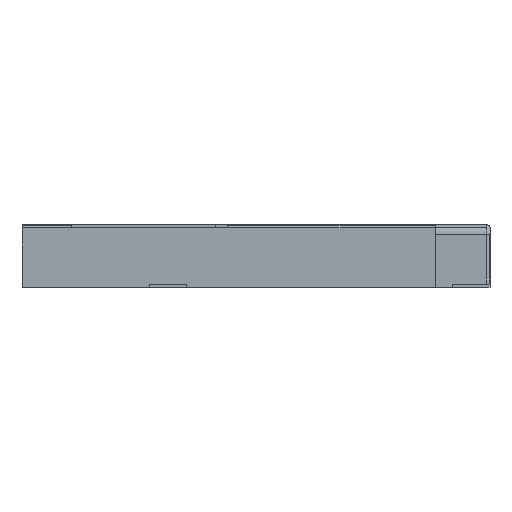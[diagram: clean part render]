
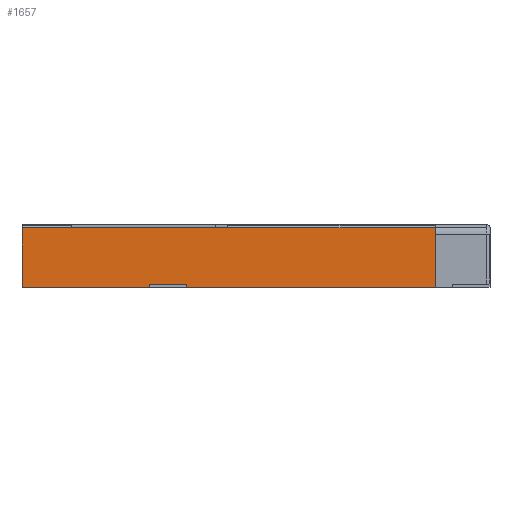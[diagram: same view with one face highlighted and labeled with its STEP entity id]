
A CAD part, front view. The second image highlights one B-rep face of the part: STEP entity #1657.
In plain terms, the highlighted planar face has unit normal (0, -1, 0).
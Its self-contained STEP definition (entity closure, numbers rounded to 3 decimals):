
#35 = VECTOR ( 'NONE', #1574, 1000. ) ;
#36 = EDGE_CURVE ( 'NONE', #1455, #516, #1000, .T. ) ;
#42 = CARTESIAN_POINT ( 'NONE',  ( -11.003, -6.7, 2.4 ) ) ;
#68 = DIRECTION ( 'NONE',  ( 0., 0., -1. ) ) ;
#101 = DIRECTION ( 'NONE',  ( 1., 0., 0. ) ) ;
#104 = DIRECTION ( 'NONE',  ( 1., 0., 0. ) ) ;
#114 = CARTESIAN_POINT ( 'NONE',  ( -15.084, -6.7, 1.4 ) ) ;
#124 = DIRECTION ( 'NONE',  ( 1., 0., 0. ) ) ;
#132 = CARTESIAN_POINT ( 'NONE',  ( -11.003, -6.7, 1.5 ) ) ;
#194 = VECTOR ( 'NONE', #829, 1000. ) ;
#202 = CARTESIAN_POINT ( 'NONE',  ( -15.084, -6.7, 1.4 ) ) ;
#224 = VECTOR ( 'NONE', #2029, 1000. ) ;
#237 = ORIENTED_EDGE ( 'NONE', *, *, #1767, .T. ) ;
#247 = CARTESIAN_POINT ( 'NONE',  ( -15.084, -6.7, 3.4 ) ) ;
#302 = VERTEX_POINT ( 'NONE', #1320 ) ;
#379 = DIRECTION ( 'NONE',  ( 0., 1., 0. ) ) ;
#402 = LINE ( 'NONE', #874, #603 ) ;
#406 = CARTESIAN_POINT ( 'NONE',  ( -13.496, -6.7, 3.3 ) ) ;
#495 = EDGE_CURVE ( 'NONE', #1641, #1903, #402, .T. ) ;
#511 = VECTOR ( 'NONE', #1650, 1000. ) ;
#516 = VERTEX_POINT ( 'NONE', #1050 ) ;
#537 = CARTESIAN_POINT ( 'NONE',  ( -15.084, -6.7, 3.3 ) ) ;
#580 = CARTESIAN_POINT ( 'NONE',  ( -9.803, -6.7, 1.4 ) ) ;
#584 = EDGE_CURVE ( 'NONE', #1820, #516, #2051, .T. ) ;
#591 = VERTEX_POINT ( 'NONE', #1084 ) ;
#600 = EDGE_CURVE ( 'NONE', #842, #1428, #788, .T. ) ;
#603 = VECTOR ( 'NONE', #104, 1000. ) ;
#608 = ORIENTED_EDGE ( 'NONE', *, *, #1944, .T. ) ;
#656 = VECTOR ( 'NONE', #101, 1000. ) ;
#689 = DIRECTION ( 'NONE',  ( 1., 0., 0. ) ) ;
#710 = ORIENTED_EDGE ( 'NONE', *, *, #2037, .T. ) ;
#712 = VECTOR ( 'NONE', #1297, 1000. ) ;
#728 = CARTESIAN_POINT ( 'NONE',  ( -9.803, -6.7, 2.4 ) ) ;
#788 = LINE ( 'NONE', #1904, #35 ) ;
#829 = DIRECTION ( 'NONE',  ( 1., 0., 0. ) ) ;
#842 = VERTEX_POINT ( 'NONE', #132 ) ;
#874 = CARTESIAN_POINT ( 'NONE',  ( -7.542, -6.7, 3.3 ) ) ;
#956 = ORIENTED_EDGE ( 'NONE', *, *, #584, .F. ) ;
#972 = ORIENTED_EDGE ( 'NONE', *, *, #985, .T. ) ;
#985 = EDGE_CURVE ( 'NONE', #591, #842, #1126, .T. ) ;
#1000 = LINE ( 'NONE', #1798, #511 ) ;
#1014 = CARTESIAN_POINT ( 'NONE',  ( -15.084, -6.7, 3.4 ) ) ;
#1017 = EDGE_CURVE ( 'NONE', #302, #591, #1619, .T. ) ;
#1050 = CARTESIAN_POINT ( 'NONE',  ( -1.834, -6.7, 3.3 ) ) ;
#1060 = LINE ( 'NONE', #114, #656 ) ;
#1084 = CARTESIAN_POINT ( 'NONE',  ( -11.003, -6.7, 1.4 ) ) ;
#1126 = LINE ( 'NONE', #42, #712 ) ;
#1151 = PLANE ( 'NONE',  #1950 ) ;
#1168 = ORIENTED_EDGE ( 'NONE', *, *, #600, .T. ) ;
#1249 = CARTESIAN_POINT ( 'NONE',  ( -7.542, -6.7, 3.3 ) ) ;
#1259 = ORIENTED_EDGE ( 'NONE', *, *, #1700, .T. ) ;
#1297 = DIRECTION ( 'NONE',  ( 0., 0., 1. ) ) ;
#1311 = ORIENTED_EDGE ( 'NONE', *, *, #1017, .T. ) ;
#1320 = CARTESIAN_POINT ( 'NONE',  ( -15.084, -6.7, 1.4 ) ) ;
#1428 = VERTEX_POINT ( 'NONE', #2009 ) ;
#1455 = VERTEX_POINT ( 'NONE', #1850 ) ;
#1570 = ORIENTED_EDGE ( 'NONE', *, *, #36, .T. ) ;
#1574 = DIRECTION ( 'NONE',  ( 1., 0., 0. ) ) ;
#1619 = LINE ( 'NONE', #202, #194 ) ;
#1625 = VECTOR ( 'NONE', #124, 1000. ) ;
#1641 = VERTEX_POINT ( 'NONE', #537 ) ;
#1647 = VECTOR ( 'NONE', #1830, 1000. ) ;
#1650 = DIRECTION ( 'NONE',  ( 0., 0., 1. ) ) ;
#1657 = ADVANCED_FACE ( 'NONE', ( #1801 ), #1151, .F. ) ;
#1700 = EDGE_CURVE ( 'NONE', #1641, #302, #1793, .T. ) ;
#1742 = ORIENTED_EDGE ( 'NONE', *, *, #495, .F. ) ;
#1767 = EDGE_CURVE ( 'NONE', #1794, #1455, #1060, .T. ) ;
#1793 = LINE ( 'NONE', #247, #1983 ) ;
#1794 = VERTEX_POINT ( 'NONE', #580 ) ;
#1798 = CARTESIAN_POINT ( 'NONE',  ( -1.834, -6.7, 3.4 ) ) ;
#1801 = FACE_OUTER_BOUND ( 'NONE', #1872, .T. ) ;
#1820 = VERTEX_POINT ( 'NONE', #1977 ) ;
#1830 = DIRECTION ( 'NONE',  ( 0., 0., -1. ) ) ;
#1850 = CARTESIAN_POINT ( 'NONE',  ( -1.834, -6.7, 1.4 ) ) ;
#1861 = LINE ( 'NONE', #1873, #224 ) ;
#1872 = EDGE_LOOP ( 'NONE', ( #1742, #1259, #1311, #972, #1168, #608, #237, #1570, #956, #710 ) ) ;
#1873 = CARTESIAN_POINT ( 'NONE',  ( -12.949, -6.7, 3.3 ) ) ;
#1903 = VERTEX_POINT ( 'NONE', #406 ) ;
#1904 = CARTESIAN_POINT ( 'NONE',  ( -12.743, -6.7, 1.5 ) ) ;
#1944 = EDGE_CURVE ( 'NONE', #1428, #1794, #2001, .T. ) ;
#1950 = AXIS2_PLACEMENT_3D ( 'NONE', #1014, #379, #689 ) ;
#1977 = CARTESIAN_POINT ( 'NONE',  ( -8.496, -6.7, 3.3 ) ) ;
#1983 = VECTOR ( 'NONE', #68, 1000. ) ;
#2001 = LINE ( 'NONE', #728, #1647 ) ;
#2009 = CARTESIAN_POINT ( 'NONE',  ( -9.803, -6.7, 1.5 ) ) ;
#2029 = DIRECTION ( 'NONE',  ( -1., 0., 0. ) ) ;
#2037 = EDGE_CURVE ( 'NONE', #1820, #1903, #1861, .T. ) ;
#2051 = LINE ( 'NONE', #1249, #1625 ) ;
